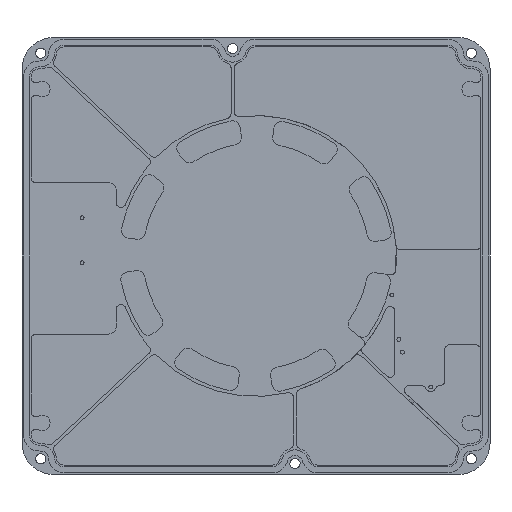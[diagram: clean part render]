
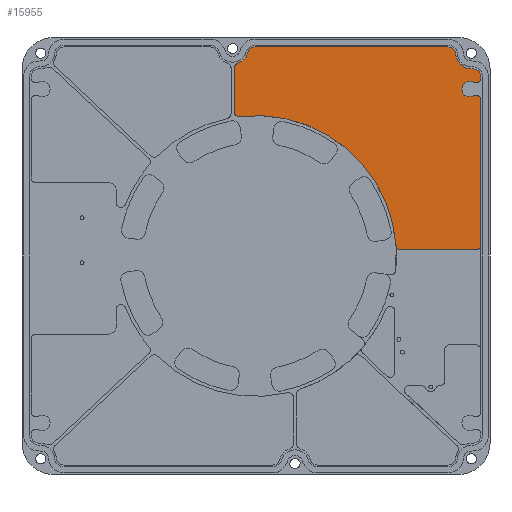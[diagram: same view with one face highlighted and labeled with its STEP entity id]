
A CAD part, front view. The second image highlights one B-rep face of the part: STEP entity #15955.
In plain terms, the highlighted planar face has unit normal (0, -1, 0).
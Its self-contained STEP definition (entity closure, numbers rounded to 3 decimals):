
#5177=CARTESIAN_POINT('',(-11.,18.,92.347));
#5178=DIRECTION('',(0.,-1.,0.));
#5179=DIRECTION('',(-1.,0.,0.));
#5180=AXIS2_PLACEMENT_3D('',#5177,#5178,#5179);
#5182=DIRECTION('',(0.,0.,-1.));
#5183=VECTOR('',#5182,28.284);
#5184=CARTESIAN_POINT('',(-14.,18.,120.631));
#5185=LINE('',#5184,#5183);
#5186=CARTESIAN_POINT('',(-11.,18.,120.631));
#5187=DIRECTION('',(0.,-1.,0.));
#5188=DIRECTION('',(-0.308,0.,0.951));
#5189=AXIS2_PLACEMENT_3D('',#5186,#5187,#5188);
#5191=CARTESIAN_POINT('',(-15.,18.,133.));
#5192=DIRECTION('',(0.,-1.,0.));
#5193=DIRECTION('',(0.308,0.,-0.951));
#5194=AXIS2_PLACEMENT_3D('',#5191,#5192,#5193);
#5196=CARTESIAN_POINT('',(-0.543,18.,129.));
#5197=DIRECTION('',(0.,-1.,0.));
#5198=DIRECTION('',(0.,0.,1.));
#5199=AXIS2_PLACEMENT_3D('',#5196,#5197,#5198);
#5201=DIRECTION('',(1.,0.,0.));
#5202=VECTOR('',#5201,123.577);
#5203=CARTESIAN_POINT('',(-0.543,18.,134.));
#5204=LINE('',#5203,#5202);
#5205=CARTESIAN_POINT('',(123.033,18.,129.));
#5206=DIRECTION('',(0.,-1.,0.));
#5207=DIRECTION('',(0.998,0.,0.067));
#5208=AXIS2_PLACEMENT_3D('',#5205,#5206,#5207);
#5210=CARTESIAN_POINT('',(139.,18.,115.033));
#5211=DIRECTION('',(0.,-1.,0.));
#5212=DIRECTION('',(1.,0.,0.));
#5213=AXIS2_PLACEMENT_3D('',#5210,#5211,#5212);
#5215=DIRECTION('',(0.,0.,-1.));
#5216=VECTOR('',#5215,1.105);
#5217=CARTESIAN_POINT('',(144.,18.,115.033));
#5218=LINE('',#5217,#5216);
#5219=CARTESIAN_POINT('',(141.,18.,113.928));
#5220=DIRECTION('',(0.,-1.,0.));
#5221=DIRECTION('',(-0.5,0.,-0.866));
#5222=AXIS2_PLACEMENT_3D('',#5219,#5220,#5221);
#5224=CARTESIAN_POINT('',(141.,18.,100.072));
#5225=DIRECTION('',(0.,-1.,0.));
#5226=DIRECTION('',(1.,0.,0.));
#5227=AXIS2_PLACEMENT_3D('',#5224,#5225,#5226);
#5229=DIRECTION('',(0.,0.,-1.));
#5230=VECTOR('',#5229,93.072);
#5231=CARTESIAN_POINT('',(144.,18.,100.072));
#5232=LINE('',#5231,#5230);
#5233=CARTESIAN_POINT('',(141.,18.,7.));
#5234=DIRECTION('',(0.,-1.,0.));
#5235=DIRECTION('',(0.,0.,-1.));
#5236=AXIS2_PLACEMENT_3D('',#5233,#5234,#5235);
#5238=DIRECTION('',(-1.,0.,0.));
#5239=VECTOR('',#5238,48.264);
#5240=CARTESIAN_POINT('',(141.,18.,4.));
#5241=LINE('',#5240,#5239);
#5242=CARTESIAN_POINT('',(92.736,18.,7.));
#5243=DIRECTION('',(0.,-1.,0.));
#5244=DIRECTION('',(-0.997,0.,-0.075));
#5245=AXIS2_PLACEMENT_3D('',#5242,#5243,#5244);
#5562=CARTESIAN_POINT('',(0.,18.,0.));
#5563=DIRECTION('',(0.,1.,0.));
#5564=DIRECTION('',(-0.118,0.,0.993));
#5565=AXIS2_PLACEMENT_3D('',#5562,#5563,#5564);
#6006=CARTESIAN_POINT('',(138.,18.,130.));
#6007=DIRECTION('',(0.,1.,0.));
#6008=DIRECTION('',(0.067,0.,-0.998));
#6009=AXIS2_PLACEMENT_3D('',#6006,#6007,#6008);
#6111=CARTESIAN_POINT('',(137.,18.,107.));
#6112=DIRECTION('',(0.,1.,0.));
#6113=DIRECTION('',(0.5,0.,-0.866));
#6114=AXIS2_PLACEMENT_3D('',#6111,#6112,#6113);
#7909=CARTESIAN_POINT('',(-0.543,18.,134.));
#7910=CARTESIAN_POINT('',(-5.362,18.,130.333));
#7911=VERTEX_POINT('',#7909);
#7912=VERTEX_POINT('',#7910);
#7917=CARTESIAN_POINT('',(128.022,18.,129.333));
#7918=CARTESIAN_POINT('',(123.033,18.,134.));
#7919=VERTEX_POINT('',#7917);
#7920=VERTEX_POINT('',#7918);
#7921=CARTESIAN_POINT('',(144.,18.,115.033));
#7922=CARTESIAN_POINT('',(138.667,18.,120.022));
#7923=VERTEX_POINT('',#7921);
#7924=VERTEX_POINT('',#7922);
#7955=CARTESIAN_POINT('',(-11.923,18.,123.485));
#7956=CARTESIAN_POINT('',(-14.,18.,120.631));
#7957=VERTEX_POINT('',#7955);
#7958=VERTEX_POINT('',#7956);
#7985=CARTESIAN_POINT('',(141.,18.,4.));
#7986=CARTESIAN_POINT('',(144.,18.,7.));
#7987=VERTEX_POINT('',#7985);
#7988=VERTEX_POINT('',#7986);
#7989=CARTESIAN_POINT('',(89.745,18.,6.774));
#7990=CARTESIAN_POINT('',(92.736,18.,4.));
#7991=VERTEX_POINT('',#7989);
#7992=VERTEX_POINT('',#7990);
#8009=CARTESIAN_POINT('',(-14.,18.,92.347));
#8010=CARTESIAN_POINT('',(-10.645,18.,89.368));
#8011=VERTEX_POINT('',#8009);
#8012=VERTEX_POINT('',#8010);
#8661=CARTESIAN_POINT('',(139.5,18.,111.33));
#8662=CARTESIAN_POINT('',(144.,18.,113.928));
#8663=VERTEX_POINT('',#8661);
#8664=VERTEX_POINT('',#8662);
#8669=CARTESIAN_POINT('',(144.,18.,100.072));
#8671=VERTEX_POINT('',#8669);
#8673=CARTESIAN_POINT('',(139.5,18.,102.67));
#8674=VERTEX_POINT('',#8673);
#15912=CARTESIAN_POINT('',(0.,18.,0.));
#15913=DIRECTION('',(0.,1.,0.));
#15914=DIRECTION('',(1.,0.,0.));
#15915=AXIS2_PLACEMENT_3D('',#15912,#15913,#15914);
#15916=PLANE('',#15915);
#15918=ORIENTED_EDGE('',*,*,#15917,.F.);
#15920=ORIENTED_EDGE('',*,*,#15919,.F.);
#15922=ORIENTED_EDGE('',*,*,#15921,.F.);
#15924=ORIENTED_EDGE('',*,*,#15923,.F.);
#15926=ORIENTED_EDGE('',*,*,#15925,.T.);
#15928=ORIENTED_EDGE('',*,*,#15927,.F.);
#15930=ORIENTED_EDGE('',*,*,#15929,.T.);
#15932=ORIENTED_EDGE('',*,*,#15931,.F.);
#15934=ORIENTED_EDGE('',*,*,#15933,.F.);
#15936=ORIENTED_EDGE('',*,*,#15935,.F.);
#15938=ORIENTED_EDGE('',*,*,#15937,.T.);
#15940=ORIENTED_EDGE('',*,*,#15939,.F.);
#15942=ORIENTED_EDGE('',*,*,#15941,.F.);
#15944=ORIENTED_EDGE('',*,*,#15943,.F.);
#15946=ORIENTED_EDGE('',*,*,#15945,.T.);
#15948=ORIENTED_EDGE('',*,*,#15947,.F.);
#15950=ORIENTED_EDGE('',*,*,#15949,.T.);
#15952=ORIENTED_EDGE('',*,*,#15951,.F.);
#15953=EDGE_LOOP('',(#15918,#15920,#15922,#15924,#15926,#15928,#15930,#15932,
#15934,#15936,#15938,#15940,#15942,#15944,#15946,#15948,#15950,#15952));
#15954=FACE_OUTER_BOUND('',#15953,.F.);
#15955=ADVANCED_FACE('',(#15954),#15916,.F.);
#5181=CIRCLE('',#5180,3.);
#5190=CIRCLE('',#5189,3.);
#5195=CIRCLE('',#5194,10.);
#5200=CIRCLE('',#5199,5.);
#5209=CIRCLE('',#5208,5.);
#5214=CIRCLE('',#5213,5.);
#5223=CIRCLE('',#5222,3.);
#5228=CIRCLE('',#5227,3.);
#5237=CIRCLE('',#5236,3.);
#5246=CIRCLE('',#5245,3.);
#5566=CIRCLE('',#5565,90.);
#6010=CIRCLE('',#6009,10.);
#6115=CIRCLE('',#6114,5.);
#15917=EDGE_CURVE('',#8012,#7991,#5566,.T.);
#15919=EDGE_CURVE('',#8011,#8012,#5181,.T.);
#15921=EDGE_CURVE('',#7958,#8011,#5185,.T.);
#15923=EDGE_CURVE('',#7957,#7958,#5190,.T.);
#15925=EDGE_CURVE('',#7957,#7912,#5195,.T.);
#15927=EDGE_CURVE('',#7911,#7912,#5200,.T.);
#15929=EDGE_CURVE('',#7911,#7920,#5204,.T.);
#15931=EDGE_CURVE('',#7919,#7920,#5209,.T.);
#15933=EDGE_CURVE('',#7924,#7919,#6010,.T.);
#15935=EDGE_CURVE('',#7923,#7924,#5214,.T.);
#15937=EDGE_CURVE('',#7923,#8664,#5218,.T.);
#15939=EDGE_CURVE('',#8663,#8664,#5223,.T.);
#15941=EDGE_CURVE('',#8674,#8663,#6115,.T.);
#15943=EDGE_CURVE('',#8671,#8674,#5228,.T.);
#15945=EDGE_CURVE('',#8671,#7988,#5232,.T.);
#15947=EDGE_CURVE('',#7987,#7988,#5237,.T.);
#15949=EDGE_CURVE('',#7987,#7992,#5241,.T.);
#15951=EDGE_CURVE('',#7991,#7992,#5246,.T.);
